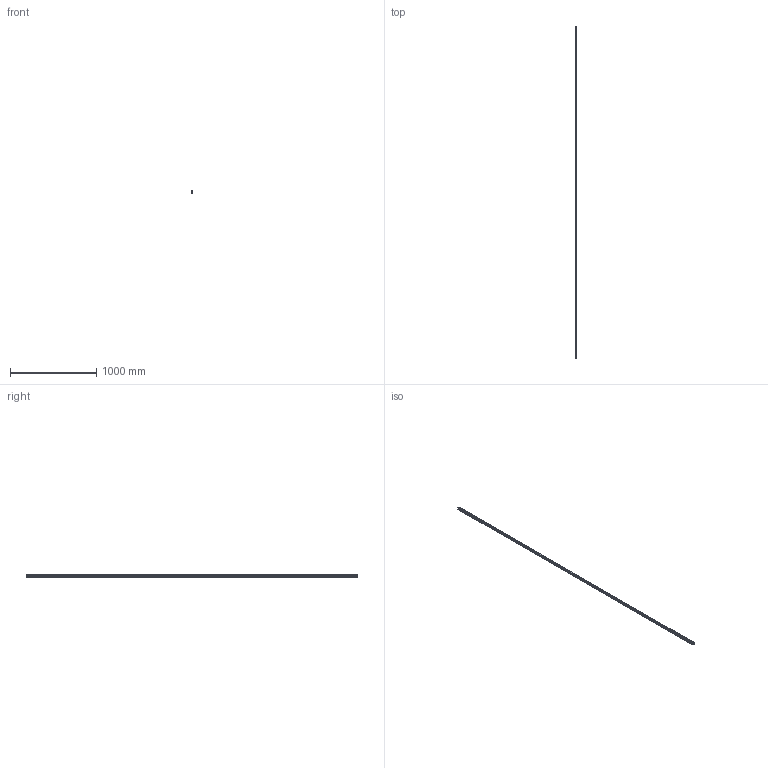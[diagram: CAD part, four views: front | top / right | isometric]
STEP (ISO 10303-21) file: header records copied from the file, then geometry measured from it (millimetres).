
FILE_DESCRIPTION(('STEP AP214'),'1');
FILE_NAME('cctmp_64181E21-F7AB-480B-B339-F3A2E42ECFD7_2021_03_10_12_30_36_0902..stp','2021-03-10T11:30:37',('HIWIN GmbH'),('CADClick - www.CADClick.com'),'Spatial InterOp 3D',' ','unknown authorization');
FILE_SCHEMA(('AUTOMOTIVE_DESIGN'));
Length unit declared in the file: millimetre
Products named in the file (1): RGR25R3860H_FILE
Bounding box: 23 x 3860 x 23.6 mm (x, y, z)
Volume: 1547486.2 mm3; surface area: 478975.5 mm2
Topology: 1 solids, 1 shells, 1278 faces, 2655 edges, 1770 vertices
Faces by surface type: cylinder 792, plane 486
Entity records: 44971 total; most frequent: DIRECTION 6797, CARTESIAN_POINT 5704, ORIENTED_EDGE 5310, AXIS2_PLACEMENT_3D 2863, EDGE_CURVE 2655, VERTEX_POINT 1770, EDGE_LOOP 1669, CIRCLE 1584
